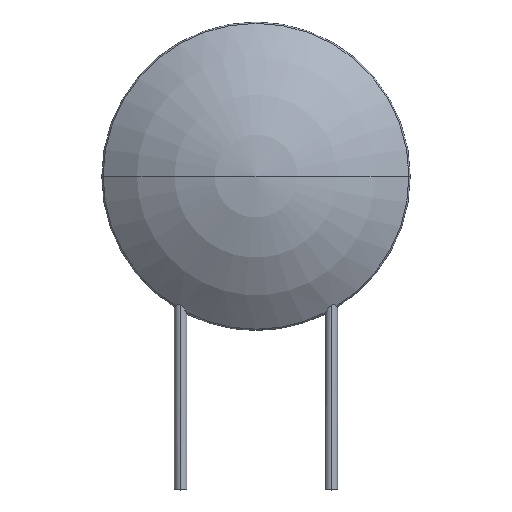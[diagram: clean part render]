
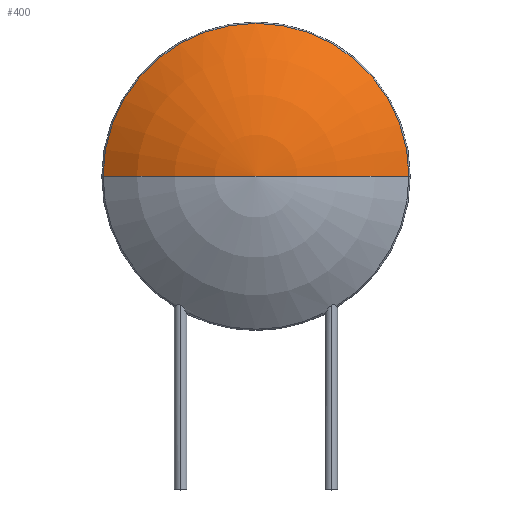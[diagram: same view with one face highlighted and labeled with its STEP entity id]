
A CAD part, top view. The second image highlights one B-rep face of the part: STEP entity #400.
In plain terms, the highlighted toroidal (fillet/blend) face has major radius 0.124 mm and minor radius 3.936 mm.
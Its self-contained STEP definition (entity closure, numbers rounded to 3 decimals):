
#4 = EDGE_LOOP ( 'NONE', ( #733, #86, #646 ) ) ;
#24 = DIRECTION ( 'NONE',  ( 0., 0., -1. ) ) ;
#69 = FACE_OUTER_BOUND ( 'NONE', #4, .T. ) ;
#86 = ORIENTED_EDGE ( 'NONE', *, *, #114, .T. ) ;
#114 = EDGE_CURVE ( 'NONE', #724, #786, #706, .T. ) ;
#139 = DIRECTION ( 'NONE',  ( 0., 0., 1. ) ) ;
#155 = VERTEX_POINT ( 'NONE', #787 ) ;
#209 = CARTESIAN_POINT ( 'NONE',  ( 0., 0., 0.055 ) ) ;
#235 = EDGE_CURVE ( 'NONE', #155, #786, #636, .T. ) ;
#285 = CARTESIAN_POINT ( 'NONE',  ( -2.438, 0., 0.055 ) ) ;
#374 = DIRECTION ( 'NONE',  ( 1., 0., 0. ) ) ;
#400 = ADVANCED_FACE ( 'NONE', ( #69 ), #887, .T. ) ;
#415 = CIRCLE ( 'NONE', #791, 2.438 ) ;
#430 = DIRECTION ( 'NONE',  ( 0., 1., 0. ) ) ;
#528 = DIRECTION ( 'NONE',  ( -1., 0., 0. ) ) ;
#566 = EDGE_CURVE ( 'NONE', #155, #724, #415, .T. ) ;
#607 = AXIS2_PLACEMENT_3D ( 'NONE', #824, #430, #742 ) ;
#609 = CARTESIAN_POINT ( 'NONE',  ( 0., 0., 1. ) ) ;
#636 = CIRCLE ( 'NONE', #773, 3.936 ) ;
#646 = ORIENTED_EDGE ( 'NONE', *, *, #235, .F. ) ;
#683 = DIRECTION ( 'NONE',  ( 0., 0., 1. ) ) ;
#706 = CIRCLE ( 'NONE', #607, 3.936 ) ;
#721 = CARTESIAN_POINT ( 'NONE',  ( -0.124, 0., -2.934 ) ) ;
#724 = VERTEX_POINT ( 'NONE', #285 ) ;
#733 = ORIENTED_EDGE ( 'NONE', *, *, #566, .T. ) ;
#742 = DIRECTION ( 'NONE',  ( -1., 0., 0. ) ) ;
#773 = AXIS2_PLACEMENT_3D ( 'NONE', #721, #812, #24 ) ;
#786 = VERTEX_POINT ( 'NONE', #609 ) ;
#787 = CARTESIAN_POINT ( 'NONE',  ( 2.438, 0., 0.055 ) ) ;
#791 = AXIS2_PLACEMENT_3D ( 'NONE', #209, #683, #528 ) ;
#812 = DIRECTION ( 'NONE',  ( 0., -1., 0. ) ) ;
#824 = CARTESIAN_POINT ( 'NONE',  ( 0.124, 0., -2.934 ) ) ;
#857 = CARTESIAN_POINT ( 'NONE',  ( 0., 0., -2.934 ) ) ;
#887 = TOROIDAL_SURFACE ( 'NONE', #973, -0.124, 3.936 ) ;
#973 = AXIS2_PLACEMENT_3D ( 'NONE', #857, #139, #374 ) ;
